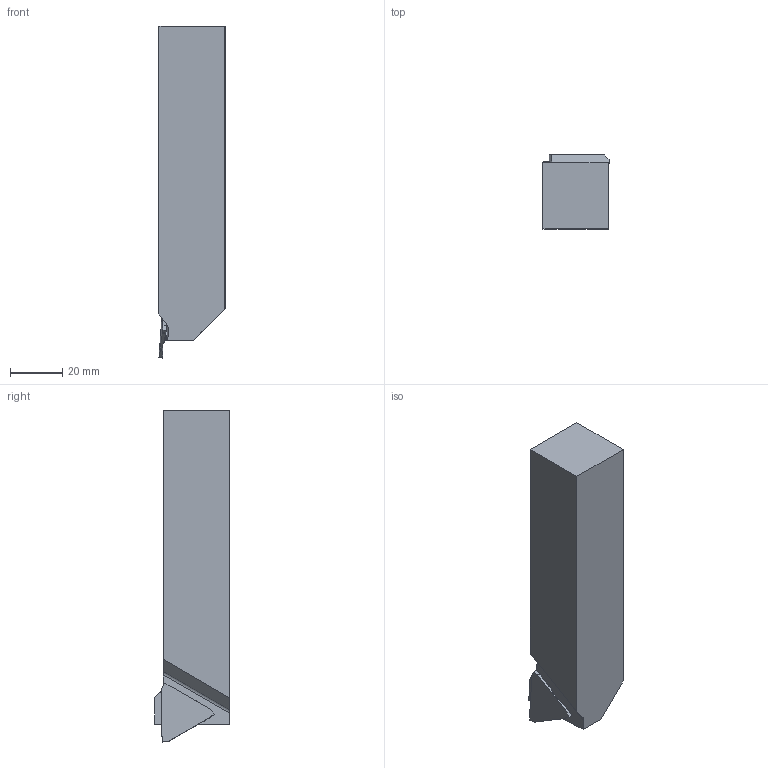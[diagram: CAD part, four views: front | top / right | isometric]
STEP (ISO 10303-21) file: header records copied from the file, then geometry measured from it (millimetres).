
FILE_DESCRIPTION(/* description */ (''),/* implementation_level */ '2;1');
FILE_NAME(/* name */ '1573028067300.stp',/* time_stamp */ '2019-11-06T13:44:37+05:00',/* author */ (''),/* organization */ ('SMS'),/* preprocessor_version */ 'ST-DEVELOPER v16.7',/* originating_system */ 'SIEMENS PLM Software NX 12.0',/* authorisation */ '');
FILE_SCHEMA (('AUTOMOTIVE_DESIGN { 1 0 10303 214 3 1 1 1 }'));
Length unit declared in the file: millimetre
Products named in the file (4): ASSEMBLY_CONSTRUCTION; 202514411mod000_00; 202580762mod000_00; 202580763mod000_00
Assembly tree (3 placements, depth 2):
  202580763mod000_00
    202580762mod000_00
    202514411mod000_00
    ASSEMBLY_CONSTRUCTION
Bounding box: 25.29 x 28.4 x 127.11 mm (x, y, z)
Volume: 74509.6 mm3; surface area: 13804.3 mm2
Topology: 2 solids, 2 shells, 114 faces, 292 edges, 192 vertices
Faces by surface type: plane 52, cylinder 29, bspline 18, torus 6, sphere 6, cone 3
Entity records: 4024 total; most frequent: CARTESIAN_POINT 1179, ORIENTED_EDGE 582, DIRECTION 536, EDGE_CURVE 291, AXIS2_PLACEMENT_3D 195, VERTEX_POINT 181, LINE 146, VECTOR 146
